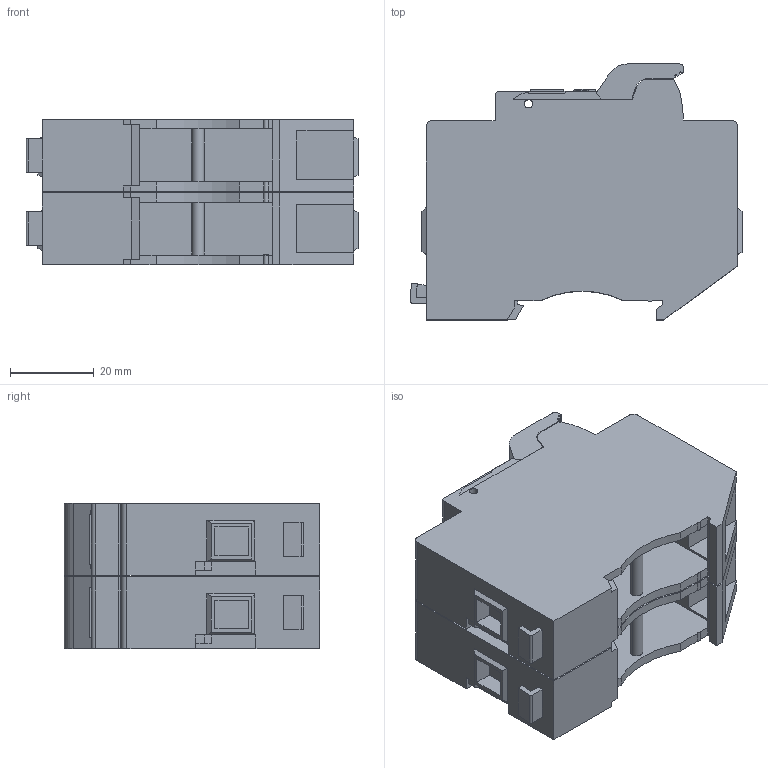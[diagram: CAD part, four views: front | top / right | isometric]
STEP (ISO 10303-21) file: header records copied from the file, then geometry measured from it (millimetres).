
FILE_DESCRIPTION((''),'2;1');
FILE_NAME('DF81NV_3D-SIMPLIFIED_ASM','2018-06-26T',('melanie.cordero'),(''),'PRO/ENGINEER BY PARAMETRIC TECHNOLOGY CORPORATION, 2014090','PRO/ENGINEER BY PARAMETRIC TECHNOLOGY CORPORATION, 2014090','');
FILE_SCHEMA(('CONFIG_CONTROL_DESIGN'));
Products named in the file (18): CORPS_3; MANIFOLD_SOLID_BREP_4374; MANIFOLD_SOLID_BREP_4862; VIS_1_ASM; MANETTE_1; REPERE_1; SIMPL_ASM_1_ASM; DF81_3D-SIMPLIFIED_ASM; PRT1459; MANIFOLD_SOLID_BREP_4378; MANIFOLD_SOLID_BREP_4866; ASM0533_ASM; MANETTE_2; PRT1460; SIMPL_ASM_2_ASM; SIM_ASM_1_ASM; DF10N_3D-SIMPLIFIED_ASM; DF81NV_3D-SIMPLIFIED_ASM
Assembly tree (17 placements, depth 6):
  DF81NV_3D-SIMPLIFIED_ASM
    DF81_3D-SIMPLIFIED_ASM
      SIMPL_ASM_1_ASM
        CORPS_3
        VIS_1_ASM
          MANIFOLD_SOLID_BREP_4374
          MANIFOLD_SOLID_BREP_4862
        MANETTE_1
        REPERE_1
    DF10N_3D-SIMPLIFIED_ASM
      SIM_ASM_1_ASM
        SIMPL_ASM_2_ASM
          PRT1459
          ASM0533_ASM
            MANIFOLD_SOLID_BREP_4378
            MANIFOLD_SOLID_BREP_4866
          MANETTE_2
          PRT1460
Bounding box: 79.25 x 61.05 x 34.7 mm (x, y, z)
Volume: 105957.8 mm3; surface area: 34580.5 mm2
Topology: 10 solids, 10 shells, 412 faces, 1134 edges, 752 vertices
Faces by surface type: plane 328, cylinder 64, extrusion 20
Entity records: 13753 total; most frequent: CARTESIAN_POINT 2744, ORIENTED_EDGE 2268, DIRECTION 2136, EDGE_CURVE 1134, VECTOR 960, LINE 940, VERTEX_POINT 752, AXIS2_PLACEMENT_3D 588
